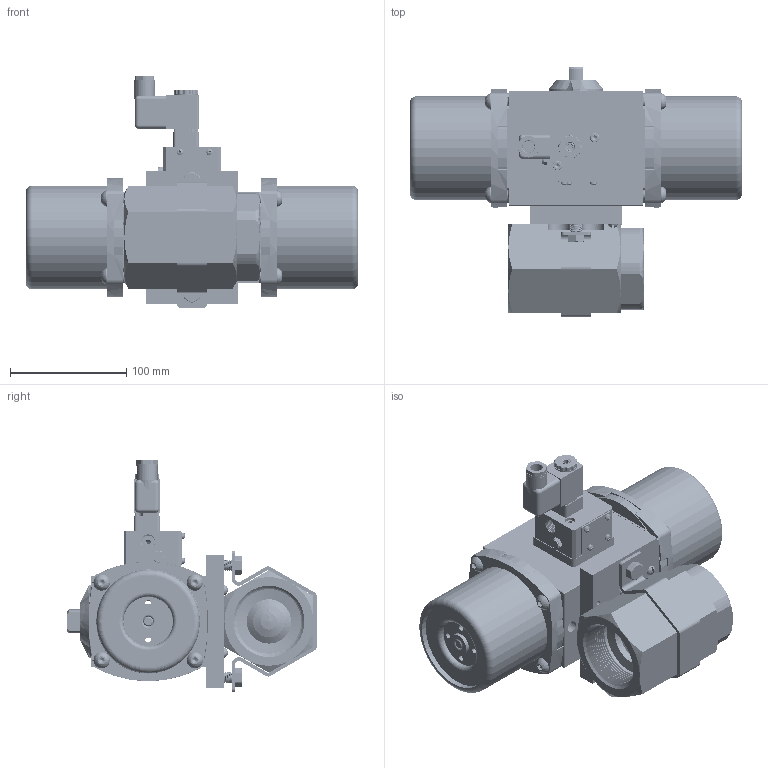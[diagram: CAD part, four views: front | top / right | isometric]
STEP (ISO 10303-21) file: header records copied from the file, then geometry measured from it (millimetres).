
FILE_DESCRIPTION (( 'STEP AP203' ), '1' );
FILE_NAME ('83XXA522SR3GPDS.step', '2018-04-30T19:26:18', ( '' ), ( '' ), 'SwSTEP 2.0', 'SolidWorks 2017', '' );
FILE_SCHEMA (( 'CONFIG_CONTROL_DESIGN' ));
Products named in the file (1): 83XXA522SR3GPDS
Bounding box: 285.09 x 214.31 x 198.79 mm (x, y, z)
Volume: 1435450 mm3; surface area: 540886.9 mm2
Topology: 63 solids, 63 shells, 5622 faces, 14238 edges, 8800 vertices
Faces by surface type: cylinder 2183, cone 2122, plane 945, torus 247, bspline 91, sphere 34
Entity records: 190565 total; most frequent: CARTESIAN_POINT 51978, DIRECTION 31587, ORIENTED_EDGE 28188, EDGE_CURVE 14094, AXIS2_PLACEMENT_3D 12919, VERTEX_POINT 8796, CIRCLE 7387, EDGE_LOOP 6050
